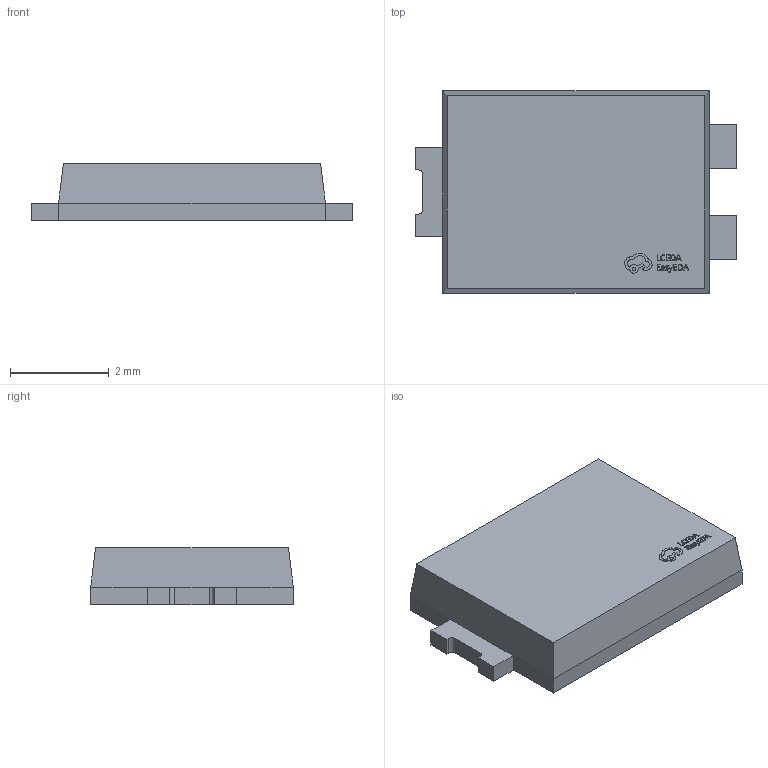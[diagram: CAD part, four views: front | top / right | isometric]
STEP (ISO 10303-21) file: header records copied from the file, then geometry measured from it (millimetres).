
FILE_DESCRIPTION (( 'STEP AP214' ), '1' );
FILE_NAME ('TO-277B-3_L5.4-W4.1-P1.85-LS6.5-TR.STEP', '2024-05-30T13:27:06', ( 'User' ), ( 'China' ), 'SwSTEP 2.0', 'SolidWorks 2020', '' );
FILE_SCHEMA (( 'AUTOMOTIVE_DESIGN' ));
Length unit declared in the file: millimetre
Products named in the file (1): TO-277B-3_L5.4-W4.1-P1.85-LS6.5-TR
Bounding box: 6.5 x 4.1 x 1.17 mm (x, y, z)
Volume: 25.5 mm3; surface area: 69.3 mm2
Topology: 1 solids, 1 shells, 265 faces, 722 edges, 478 vertices
Faces by surface type: plane 165, bspline 98, cylinder 2
Entity records: 11741 total; most frequent: CARTESIAN_POINT 2772, ORIENTED_EDGE 1444, DIRECTION 862, EDGE_CURVE 722, LINE 518, VECTOR 518, VERTEX_POINT 478, EDGE_LOOP 284
